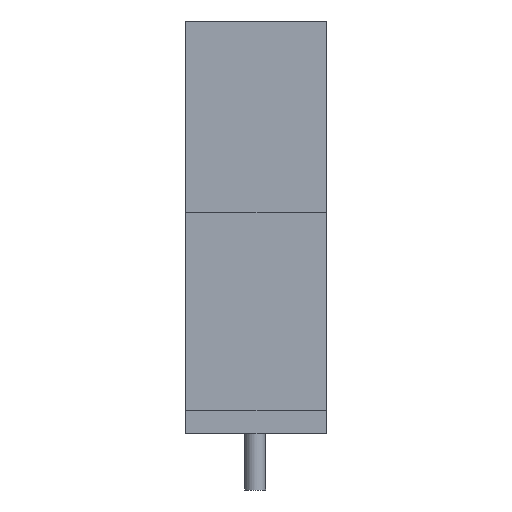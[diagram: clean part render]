
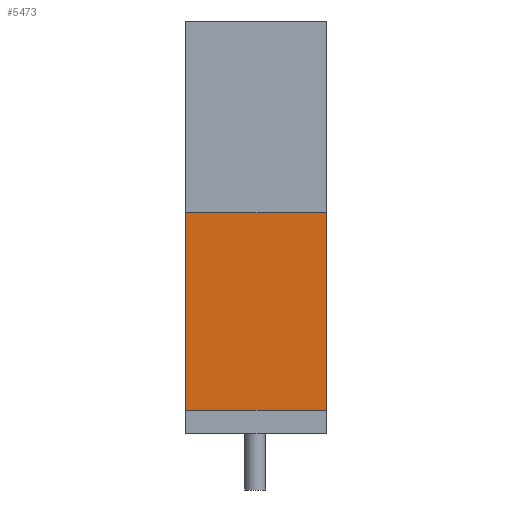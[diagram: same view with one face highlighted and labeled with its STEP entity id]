
A CAD part, left-side view. The second image highlights one B-rep face of the part: STEP entity #5473.
In plain terms, the highlighted planar face has unit normal (-1, 0, 0).
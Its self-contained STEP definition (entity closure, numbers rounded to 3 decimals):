
#469=PLANE('',#5775);
#626=FACE_OUTER_BOUND('',#913,.T.);
#913=EDGE_LOOP('',(#3826,#3827,#3828,#3829));
#1212=LINE('',#6820,#1778);
#1259=LINE('',#6995,#1825);
#1260=LINE('',#6997,#1826);
#1261=LINE('',#6998,#1827);
#1778=VECTOR('',#5933,10.);
#1825=VECTOR('',#6010,10.);
#1826=VECTOR('',#6011,10.);
#1827=VECTOR('',#6012,10.);
#2347=VERTEX_POINT('',#6818);
#2348=VERTEX_POINT('',#6819);
#2401=VERTEX_POINT('',#6994);
#2402=VERTEX_POINT('',#6996);
#2914=EDGE_CURVE('',#2347,#2348,#1212,.T.);
#2971=EDGE_CURVE('',#2348,#2401,#1259,.T.);
#2972=EDGE_CURVE('',#2401,#2402,#1260,.T.);
#2973=EDGE_CURVE('',#2347,#2402,#1261,.T.);
#3826=ORIENTED_EDGE('',*,*,#2914,.T.);
#3827=ORIENTED_EDGE('',*,*,#2971,.T.);
#3828=ORIENTED_EDGE('',*,*,#2972,.T.);
#3829=ORIENTED_EDGE('',*,*,#2973,.F.);
#5473=ADVANCED_FACE('',(#626),#469,.T.);
#5775=AXIS2_PLACEMENT_3D('',#6993,#6008,#6009);
#5933=DIRECTION('',(0.,-1.,0.));
#6008=DIRECTION('center_axis',(-1.,0.,0.));
#6009=DIRECTION('ref_axis',(0.,0.,1.));
#6010=DIRECTION('',(0.,0.,1.));
#6011=DIRECTION('',(0.,1.,0.));
#6012=DIRECTION('',(0.,0.,1.));
#6818=CARTESIAN_POINT('',(-12.346,5.,22.065));
#6819=CARTESIAN_POINT('',(-12.346,0.,22.065));
#6820=CARTESIAN_POINT('',(-12.346,0.,22.065));
#6993=CARTESIAN_POINT('Origin',(-12.346,0.,21.962));
#6994=CARTESIAN_POINT('',(-12.346,0.,29.12));
#6995=CARTESIAN_POINT('',(-12.346,0.,21.962));
#6996=CARTESIAN_POINT('',(-12.346,5.,29.12));
#6997=CARTESIAN_POINT('',(-12.346,0.,29.12));
#6998=CARTESIAN_POINT('',(-12.346,5.,21.962));
